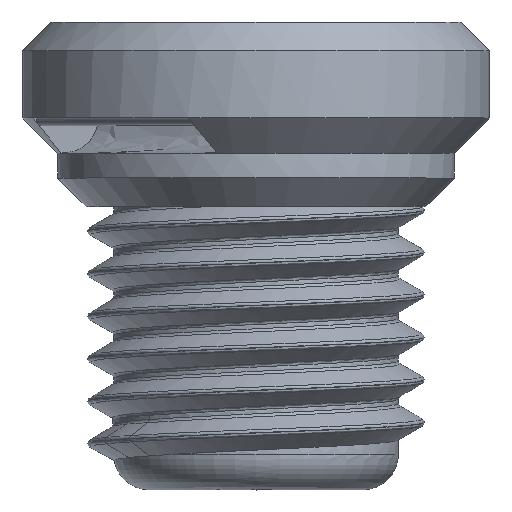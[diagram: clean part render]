
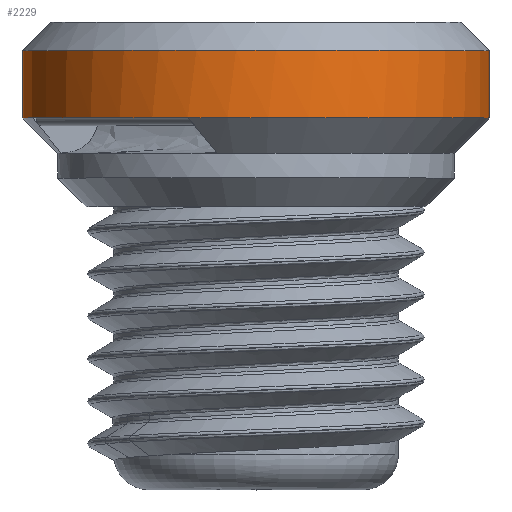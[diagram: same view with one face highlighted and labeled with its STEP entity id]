
A CAD part, top view. The second image highlights one B-rep face of the part: STEP entity #2229.
In plain terms, the highlighted cylindrical face has radius 16.5 mm (diameter 33 mm), a partial arc.
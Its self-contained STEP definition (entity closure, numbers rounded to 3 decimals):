
#358=CYLINDRICAL_SURFACE('',#2379,16.5);
#398=FACE_OUTER_BOUND('',#528,.T.);
#528=EDGE_LOOP('',(#1569,#1570,#1571,#1572,#1573,#1574));
#681=LINE('',#2993,#784);
#682=LINE('',#3000,#785);
#784=VECTOR('',#2542,10.);
#785=VECTOR('',#2549,10.);
#852=CIRCLE('',#2378,16.5);
#853=CIRCLE('',#2380,16.5);
#854=CIRCLE('',#2381,16.5);
#855=CIRCLE('',#2382,16.5);
#911=VERTEX_POINT('',#2979);
#914=VERTEX_POINT('',#2986);
#915=VERTEX_POINT('',#2992);
#916=VERTEX_POINT('',#2994);
#917=VERTEX_POINT('',#2996);
#918=VERTEX_POINT('',#2998);
#1169=EDGE_CURVE('',#914,#911,#852,.T.);
#1170=EDGE_CURVE('',#915,#914,#681,.T.);
#1171=EDGE_CURVE('',#916,#915,#853,.T.);
#1172=EDGE_CURVE('',#917,#916,#854,.T.);
#1173=EDGE_CURVE('',#918,#917,#855,.T.);
#1174=EDGE_CURVE('',#918,#911,#682,.T.);
#1569=ORIENTED_EDGE('',*,*,#1169,.F.);
#1570=ORIENTED_EDGE('',*,*,#1170,.F.);
#1571=ORIENTED_EDGE('',*,*,#1171,.F.);
#1572=ORIENTED_EDGE('',*,*,#1172,.F.);
#1573=ORIENTED_EDGE('',*,*,#1173,.F.);
#1574=ORIENTED_EDGE('',*,*,#1174,.T.);
#2229=ADVANCED_FACE('',(#398),#358,.T.);
#2378=AXIS2_PLACEMENT_3D('',#2990,#2538,#2539);
#2379=AXIS2_PLACEMENT_3D('',#2991,#2540,#2541);
#2380=AXIS2_PLACEMENT_3D('',#2995,#2543,#2544);
#2381=AXIS2_PLACEMENT_3D('',#2997,#2545,#2546);
#2382=AXIS2_PLACEMENT_3D('',#2999,#2547,#2548);
#2538=DIRECTION('center_axis',(0.,1.,0.));
#2539=DIRECTION('ref_axis',(-1.,0.,0.));
#2540=DIRECTION('center_axis',(0.,1.,0.));
#2541=DIRECTION('ref_axis',(0.,0.,1.));
#2542=DIRECTION('',(0.,1.,0.));
#2543=DIRECTION('center_axis',(0.,-1.,0.));
#2544=DIRECTION('ref_axis',(-1.,0.,0.));
#2545=DIRECTION('center_axis',(0.,-1.,0.));
#2546=DIRECTION('ref_axis',(-1.,0.,0.));
#2547=DIRECTION('center_axis',(0.,-1.,0.));
#2548=DIRECTION('ref_axis',(-1.,0.,0.));
#2549=DIRECTION('',(0.,1.,0.));
#2979=CARTESIAN_POINT('',(13.829,48.5,-4.));
#2986=CARTESIAN_POINT('',(-13.829,48.5,-4.));
#2990=CARTESIAN_POINT('Origin',(0.,48.5,5.));
#2991=CARTESIAN_POINT('Origin',(0.,45.5,5.));
#2992=CARTESIAN_POINT('',(-13.829,43.75,-4.));
#2993=CARTESIAN_POINT('',(-13.829,45.5,-4.));
#2994=CARTESIAN_POINT('',(-15.78,43.75,9.82));
#2995=CARTESIAN_POINT('Origin',(0.,43.75,5.));
#2996=CARTESIAN_POINT('',(-4.82,43.75,20.78));
#2997=CARTESIAN_POINT('Origin',(0.,43.75,5.));
#2998=CARTESIAN_POINT('',(13.829,43.75,-4.));
#2999=CARTESIAN_POINT('Origin',(0.,43.75,5.));
#3000=CARTESIAN_POINT('',(13.829,45.5,-4.));
